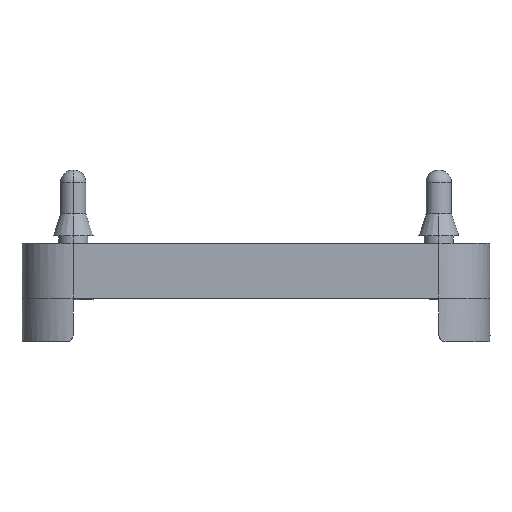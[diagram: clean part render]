
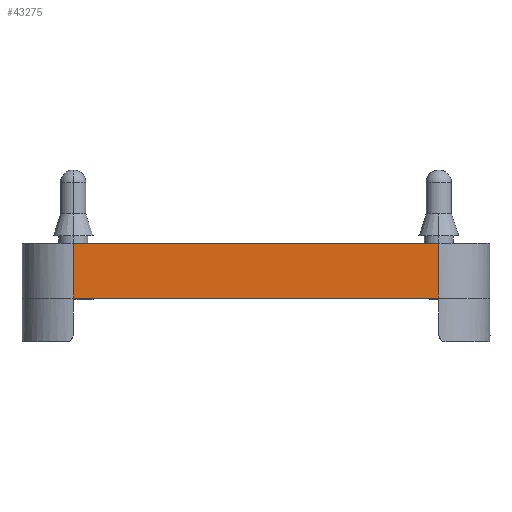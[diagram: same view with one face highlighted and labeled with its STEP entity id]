
A CAD part, left-side view. The second image highlights one B-rep face of the part: STEP entity #43275.
In plain terms, the highlighted planar face has unit normal (-1, 0, 0).
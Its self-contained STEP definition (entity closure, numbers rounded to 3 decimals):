
#943=CARTESIAN_POINT('',(-32.0,24.963,-2.0));
#944=VERTEX_POINT('',#943);
#3777=CARTESIAN_POINT('',(-32.,-24.963,-2.0));
#3778=VERTEX_POINT('',#3777);
#3786=CARTESIAN_POINT('',(-32.0,24.963,-2.0));
#3787=DIRECTION('',(0.0,-1.0,0.0));
#3788=VECTOR('',#3787,49.925);
#3789=LINE('',#3786,#3788);
#3790=EDGE_CURVE('',#944,#3778,#3789,.T.);
#42244=CARTESIAN_POINT('',(-32.,-25.0,-2.0));
#42245=VERTEX_POINT('',#42244);
#42255=CARTESIAN_POINT('',(-32.,-24.963,-2.0));
#42256=DIRECTION('',(0.0,-1.0,0.0));
#42257=VECTOR('',#42256,0.037);
#42258=LINE('',#42255,#42257);
#42259=EDGE_CURVE('',#3778,#42245,#42258,.T.);
#42322=CARTESIAN_POINT('',(-32.0,25.0,-2.0));
#42323=VERTEX_POINT('',#42322);
#42339=CARTESIAN_POINT('',(-32.0,25.0,-2.0));
#42340=DIRECTION('',(0.0,-1.0,0.0));
#42341=VECTOR('',#42340,0.037);
#42342=LINE('',#42339,#42341);
#42343=EDGE_CURVE('',#42323,#944,#42342,.T.);
#43243=CARTESIAN_POINT('',(-32.,-25.0,-2.0));
#43244=DIRECTION('',(-1.0,0.0,0.0));
#43245=DIRECTION('',(0.0,0.0,1.0));
#43246=AXIS2_PLACEMENT_3D('',#43243,#43244,#43245);
#43247=PLANE('',#43246);
#43248=CARTESIAN_POINT('',(-32.,-25.0,5.5));
#43249=VERTEX_POINT('',#43248);
#43250=CARTESIAN_POINT('',(-32.,-25.0,-2.0));
#43251=DIRECTION('',(0.0,0.0,1.0));
#43252=VECTOR('',#43251,7.5);
#43253=LINE('',#43250,#43252);
#43254=EDGE_CURVE('',#42245,#43249,#43253,.T.);
#43255=ORIENTED_EDGE('',*,*,#43254,.T.);
#43256=CARTESIAN_POINT('',(-32.0,25.0,5.5));
#43257=VERTEX_POINT('',#43256);
#43258=CARTESIAN_POINT('',(-32.,-25.0,5.5));
#43259=DIRECTION('',(0.0,1.0,0.0));
#43260=VECTOR('',#43259,50.0);
#43261=LINE('',#43258,#43260);
#43262=EDGE_CURVE('',#43249,#43257,#43261,.T.);
#43263=ORIENTED_EDGE('',*,*,#43262,.T.);
#43264=CARTESIAN_POINT('',(-32.0,25.0,-2.0));
#43265=DIRECTION('',(0.0,0.0,1.0));
#43266=VECTOR('',#43265,7.5);
#43267=LINE('',#43264,#43266);
#43268=EDGE_CURVE('',#42323,#43257,#43267,.T.);
#43269=ORIENTED_EDGE('',*,*,#43268,.F.);
#43270=ORIENTED_EDGE('',*,*,#42343,.T.);
#43271=ORIENTED_EDGE('',*,*,#3790,.T.);
#43272=ORIENTED_EDGE('',*,*,#42259,.T.);
#43273=EDGE_LOOP('',(#43255,#43263,#43269,#43270,#43271,#43272));
#43274=FACE_OUTER_BOUND('',#43273,.T.);
#43275=ADVANCED_FACE('',(#43274),#43247,.T.);
